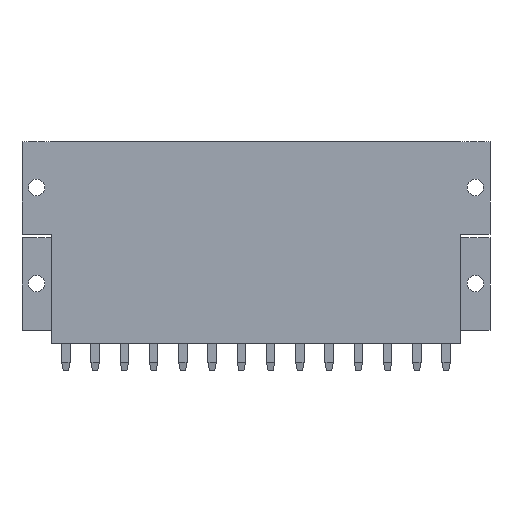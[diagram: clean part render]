
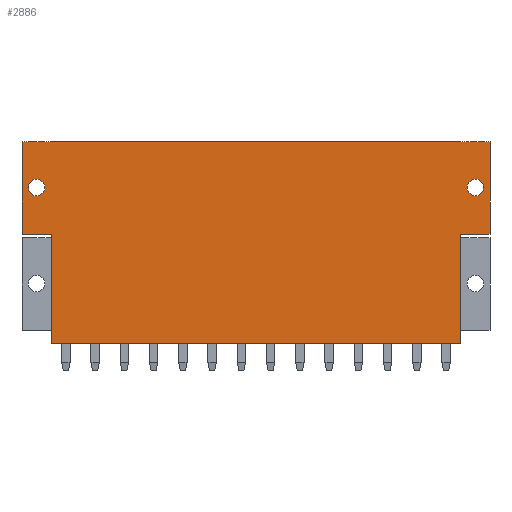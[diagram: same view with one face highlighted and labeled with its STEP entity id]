
A CAD part, front view. The second image highlights one B-rep face of the part: STEP entity #2886.
In plain terms, the highlighted planar face has unit normal (0, -1, 0).
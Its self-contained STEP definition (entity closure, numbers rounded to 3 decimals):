
#2800=AXIS2_PLACEMENT_3D('Plane Axis2P3D',#2797,#2798,#2799) ;
#2852=AXIS2_PLACEMENT_3D('Circle Axis2P3D',#2850,#2851,$) ;
#2861=AXIS2_PLACEMENT_3D('Circle Axis2P3D',#2859,#2860,$) ;
#2870=AXIS2_PLACEMENT_3D('Circle Axis2P3D',#2868,#2869,$) ;
#2879=AXIS2_PLACEMENT_3D('Circle Axis2P3D',#2877,#2878,$) ;
#40=CARTESIAN_POINT('Vertex',(0.,0.,27.4)) ;
#45=CARTESIAN_POINT('Line Origine',(28.,0.,27.4)) ;
#49=CARTESIAN_POINT('Vertex',(56.,0.,27.4)) ;
#1823=CARTESIAN_POINT('Vertex',(52.5,0.,3.2)) ;
#1826=CARTESIAN_POINT('Line Origine',(28.,0.,3.2)) ;
#1830=CARTESIAN_POINT('Vertex',(3.5,0.,3.2)) ;
#2797=CARTESIAN_POINT('Axis2P3D Location',(3.5,0.,27.4)) ;
#2802=CARTESIAN_POINT('Line Origine',(52.5,0.,9.75)) ;
#2806=CARTESIAN_POINT('Vertex',(52.5,0.,16.3)) ;
#2809=CARTESIAN_POINT('Line Origine',(54.25,0.,16.3)) ;
#2813=CARTESIAN_POINT('Vertex',(56.,0.,16.3)) ;
#2816=CARTESIAN_POINT('Line Origine',(56.,0.,21.85)) ;
#2821=CARTESIAN_POINT('Line Origine',(0.,0.,21.85)) ;
#2825=CARTESIAN_POINT('Vertex',(0.,0.,16.3)) ;
#2828=CARTESIAN_POINT('Line Origine',(1.75,0.,16.3)) ;
#2832=CARTESIAN_POINT('Vertex',(3.5,0.,16.3)) ;
#2835=CARTESIAN_POINT('Line Origine',(3.5,0.,9.75)) ;
#2850=CARTESIAN_POINT('Axis2P3D Location',(54.25,0.,21.9)) ;
#2854=CARTESIAN_POINT('Vertex',(53.25,0.,21.9)) ;
#2856=CARTESIAN_POINT('Vertex',(55.25,0.,21.9)) ;
#2859=CARTESIAN_POINT('Axis2P3D Location',(54.25,0.,21.9)) ;
#2868=CARTESIAN_POINT('Axis2P3D Location',(1.75,0.,21.9)) ;
#2872=CARTESIAN_POINT('Vertex',(2.75,0.,21.9)) ;
#2874=CARTESIAN_POINT('Vertex',(0.75,0.,21.9)) ;
#2877=CARTESIAN_POINT('Axis2P3D Location',(1.75,0.,21.9)) ;
#46=DIRECTION('Vector Direction',(1.,0.,0.)) ;
#1827=DIRECTION('Vector Direction',(1.,0.,0.)) ;
#2798=DIRECTION('Axis2P3D Direction',(0.,-1.,0.)) ;
#2799=DIRECTION('Axis2P3D XDirection',(0.,0.,-1.)) ;
#2803=DIRECTION('Vector Direction',(0.,0.,-1.)) ;
#2810=DIRECTION('Vector Direction',(1.,0.,0.)) ;
#2817=DIRECTION('Vector Direction',(0.,0.,-1.)) ;
#2822=DIRECTION('Vector Direction',(0.,0.,-1.)) ;
#2829=DIRECTION('Vector Direction',(1.,0.,0.)) ;
#2836=DIRECTION('Vector Direction',(0.,0.,-1.)) ;
#2851=DIRECTION('Axis2P3D Direction',(0.,-1.,0.)) ;
#2860=DIRECTION('Axis2P3D Direction',(0.,-1.,0.)) ;
#2869=DIRECTION('Axis2P3D Direction',(0.,-1.,0.)) ;
#2878=DIRECTION('Axis2P3D Direction',(0.,-1.,0.)) ;
#47=VECTOR('Line Direction',#46,1.) ;
#1828=VECTOR('Line Direction',#1827,1.) ;
#2804=VECTOR('Line Direction',#2803,1.) ;
#2811=VECTOR('Line Direction',#2810,1.) ;
#2818=VECTOR('Line Direction',#2817,1.) ;
#2823=VECTOR('Line Direction',#2822,1.) ;
#2830=VECTOR('Line Direction',#2829,1.) ;
#2837=VECTOR('Line Direction',#2836,1.) ;
#2841=ORIENTED_EDGE('',*,*,#2808,.T.) ;
#2842=ORIENTED_EDGE('',*,*,#2815,.F.) ;
#2843=ORIENTED_EDGE('',*,*,#2820,.T.) ;
#2844=ORIENTED_EDGE('',*,*,#51,.T.) ;
#2845=ORIENTED_EDGE('',*,*,#2827,.F.) ;
#2846=ORIENTED_EDGE('',*,*,#2834,.T.) ;
#2847=ORIENTED_EDGE('',*,*,#2839,.F.) ;
#2848=ORIENTED_EDGE('',*,*,#1832,.T.) ;
#2865=ORIENTED_EDGE('',*,*,#2858,.F.) ;
#2866=ORIENTED_EDGE('',*,*,#2863,.F.) ;
#2883=ORIENTED_EDGE('',*,*,#2876,.T.) ;
#2884=ORIENTED_EDGE('',*,*,#2881,.T.) ;
#2867=FACE_BOUND('',#2864,.T.) ;
#2885=FACE_BOUND('',#2882,.T.) ;
#2886=ADVANCED_FACE('Housing',(#2849,#2867,#2885),#2801,.T.) ;
#2853=CIRCLE('generated circle',#2852,1.) ;
#2862=CIRCLE('generated circle',#2861,1.) ;
#2871=CIRCLE('generated circle',#2870,1.) ;
#2880=CIRCLE('generated circle',#2879,1.) ;
#51=EDGE_CURVE('',#50,#41,#48,.F.) ;
#1832=EDGE_CURVE('',#1831,#1824,#1829,.T.) ;
#2808=EDGE_CURVE('',#1824,#2807,#2805,.F.) ;
#2815=EDGE_CURVE('',#2814,#2807,#2812,.F.) ;
#2820=EDGE_CURVE('',#2814,#50,#2819,.F.) ;
#2827=EDGE_CURVE('',#2826,#41,#2824,.F.) ;
#2834=EDGE_CURVE('',#2826,#2833,#2831,.T.) ;
#2839=EDGE_CURVE('',#1831,#2833,#2838,.F.) ;
#2858=EDGE_CURVE('',#2855,#2857,#2853,.T.) ;
#2863=EDGE_CURVE('',#2857,#2855,#2862,.T.) ;
#2876=EDGE_CURVE('',#2873,#2875,#2871,.F.) ;
#2881=EDGE_CURVE('',#2875,#2873,#2880,.F.) ;
#2840=EDGE_LOOP('',(#2841,#2842,#2843,#2844,#2845,#2846,#2847,#2848)) ;
#2864=EDGE_LOOP('',(#2865,#2866)) ;
#2882=EDGE_LOOP('',(#2883,#2884)) ;
#2849=FACE_OUTER_BOUND('',#2840,.T.) ;
#48=LINE('Line',#45,#47) ;
#1829=LINE('Line',#1826,#1828) ;
#2805=LINE('Line',#2802,#2804) ;
#2812=LINE('Line',#2809,#2811) ;
#2819=LINE('Line',#2816,#2818) ;
#2824=LINE('Line',#2821,#2823) ;
#2831=LINE('Line',#2828,#2830) ;
#2838=LINE('Line',#2835,#2837) ;
#2801=PLANE('',#2800) ;
#41=VERTEX_POINT('',#40) ;
#50=VERTEX_POINT('',#49) ;
#1824=VERTEX_POINT('',#1823) ;
#1831=VERTEX_POINT('',#1830) ;
#2807=VERTEX_POINT('',#2806) ;
#2814=VERTEX_POINT('',#2813) ;
#2826=VERTEX_POINT('',#2825) ;
#2833=VERTEX_POINT('',#2832) ;
#2855=VERTEX_POINT('',#2854) ;
#2857=VERTEX_POINT('',#2856) ;
#2873=VERTEX_POINT('',#2872) ;
#2875=VERTEX_POINT('',#2874) ;
